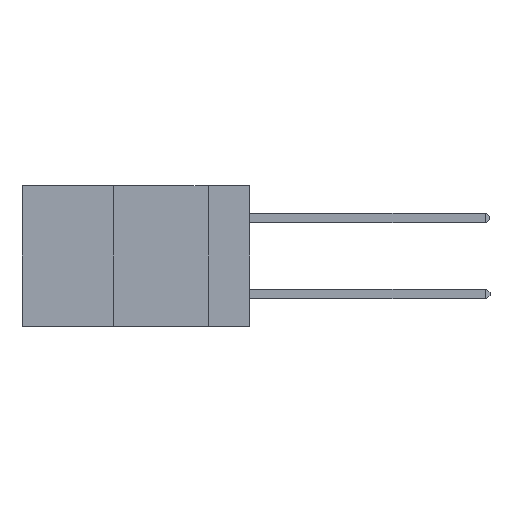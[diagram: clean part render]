
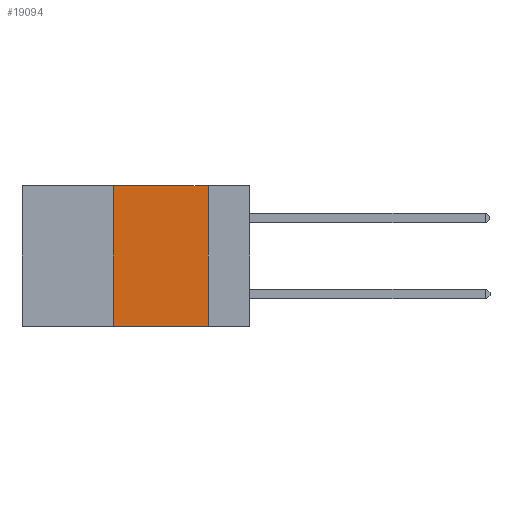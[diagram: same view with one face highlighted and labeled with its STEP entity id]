
A CAD part, left-side view. The second image highlights one B-rep face of the part: STEP entity #19094.
In plain terms, the highlighted planar face has unit normal (-1, 0, 0).
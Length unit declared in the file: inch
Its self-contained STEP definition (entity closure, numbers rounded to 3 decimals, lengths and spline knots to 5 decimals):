
#1494 = EDGE_CURVE ( 'NONE', #15881, #12917, #15619, .T. ) ;
#1785 = CARTESIAN_POINT ( 'NONE',  ( 0., 0.36, 0. ) ) ;
#2019 = AXIS2_PLACEMENT_3D ( 'NONE', #2929, #3005, #14957 ) ;
#2378 = EDGE_CURVE ( 'NONE', #13797, #11397, #14517, .T. ) ;
#2929 = CARTESIAN_POINT ( 'NONE',  ( 0., 0.6, 0. ) ) ;
#3005 = DIRECTION ( 'NONE',  ( 1., 0., 0. ) ) ;
#3512 = CARTESIAN_POINT ( 'NONE',  ( 0., 0.11, -0.37 ) ) ;
#3691 = CARTESIAN_POINT ( 'NONE',  ( 0., 0.6, -0.37 ) ) ;
#3827 = VECTOR ( 'NONE', #7262, 39.37008 ) ;
#3871 = EDGE_LOOP ( 'NONE', ( #7064, #8387, #5462, #14477 ) ) ;
#5228 = DIRECTION ( 'NONE',  ( 0., 0., -1. ) ) ;
#5462 = ORIENTED_EDGE ( 'NONE', *, *, #2378, .F. ) ;
#7064 = ORIENTED_EDGE ( 'NONE', *, *, #1494, .F. ) ;
#7262 = DIRECTION ( 'NONE',  ( 0., -1., 0. ) ) ;
#7488 = CARTESIAN_POINT ( 'NONE',  ( 0., 0.11, 0. ) ) ;
#8174 = DIRECTION ( 'NONE',  ( 0., -1., 0. ) ) ;
#8387 = ORIENTED_EDGE ( 'NONE', *, *, #10001, .F. ) ;
#8408 = LINE ( 'NONE', #3691, #3827 ) ;
#8448 = LINE ( 'NONE', #16549, #16927 ) ;
#10001 = EDGE_CURVE ( 'NONE', #11397, #15881, #8448, .T. ) ;
#10019 = VECTOR ( 'NONE', #12192, 39.37008 ) ;
#10852 = EDGE_CURVE ( 'NONE', #13797, #12917, #8408, .T. ) ;
#11121 = VECTOR ( 'NONE', #5228, 39.37008 ) ;
#11397 = VERTEX_POINT ( 'NONE', #1785 ) ;
#12192 = DIRECTION ( 'NONE',  ( 0., 0., 1. ) ) ;
#12381 = CARTESIAN_POINT ( 'NONE',  ( 0., 0.36, 0. ) ) ;
#12435 = CARTESIAN_POINT ( 'NONE',  ( 0., 0.11, 0. ) ) ;
#12917 = VERTEX_POINT ( 'NONE', #3512 ) ;
#13243 = PLANE ( 'NONE',  #2019 ) ;
#13797 = VERTEX_POINT ( 'NONE', #19157 ) ;
#14477 = ORIENTED_EDGE ( 'NONE', *, *, #10852, .T. ) ;
#14517 = LINE ( 'NONE', #12381, #10019 ) ;
#14957 = DIRECTION ( 'NONE',  ( 0., 0., -1. ) ) ;
#15619 = LINE ( 'NONE', #12435, #11121 ) ;
#15881 = VERTEX_POINT ( 'NONE', #7488 ) ;
#16549 = CARTESIAN_POINT ( 'NONE',  ( 0., 0.6, 0. ) ) ;
#16927 = VECTOR ( 'NONE', #8174, 39.37008 ) ;
#18822 = FACE_OUTER_BOUND ( 'NONE', #3871, .T. ) ;
#19094 = ADVANCED_FACE ( 'NONE', ( #18822 ), #13243, .F. ) ;
#19157 = CARTESIAN_POINT ( 'NONE',  ( 0., 0.36, -0.37 ) ) ;
